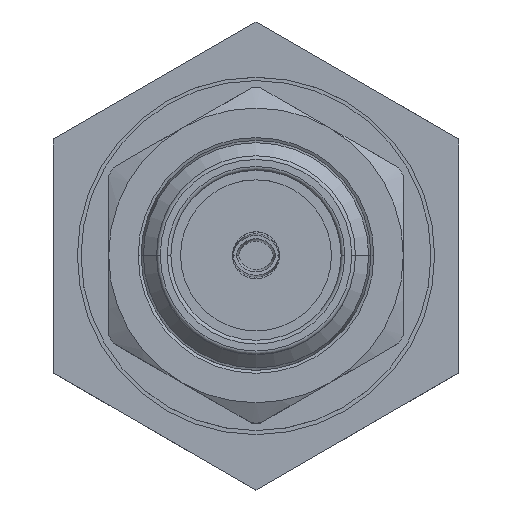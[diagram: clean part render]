
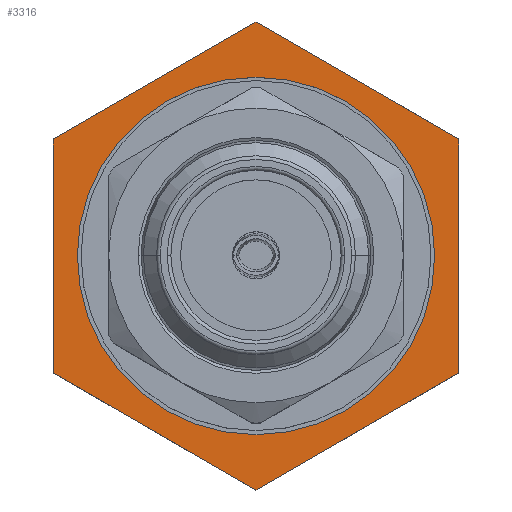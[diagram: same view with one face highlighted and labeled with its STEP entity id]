
A CAD part, top view. The second image highlights one B-rep face of the part: STEP entity #3316.
In plain terms, the highlighted planar face has unit normal (0, 0, 1).
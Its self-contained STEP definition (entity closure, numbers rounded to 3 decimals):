
#108 = CIRCLE ( 'NONE', #5193, 4.85 ) ;
#529 = VECTOR ( 'NONE', #6296, 1000. ) ;
#651 = CARTESIAN_POINT ( 'NONE',  ( 5.5, -3.175, -11. ) ) ;
#693 = ORIENTED_EDGE ( 'NONE', *, *, #4864, .F. ) ;
#775 = CIRCLE ( 'NONE', #1870, 4.85 ) ;
#792 = VERTEX_POINT ( 'NONE', #651 ) ;
#864 = CARTESIAN_POINT ( 'NONE',  ( 4.85, -3.551, -11. ) ) ;
#1094 = VECTOR ( 'NONE', #2821, 1000. ) ;
#1153 = VECTOR ( 'NONE', #8365, 1000. ) ;
#1329 = CARTESIAN_POINT ( 'NONE',  ( 0., 0., -11. ) ) ;
#1870 = AXIS2_PLACEMENT_3D ( 'NONE', #3272, #7887, #3936 ) ;
#1925 = CARTESIAN_POINT ( 'NONE',  ( -5.5, -3.175, -11. ) ) ;
#1997 = DIRECTION ( 'NONE',  ( 1., 0., 0. ) ) ;
#2038 = EDGE_LOOP ( 'NONE', ( #6529, #3297, #6267, #2936, #6739, #5571 ) ) ;
#2044 = EDGE_CURVE ( 'NONE', #792, #3037, #2444, .T. ) ;
#2211 = CARTESIAN_POINT ( 'NONE',  ( -0.65, 5.976, -11. ) ) ;
#2322 = CARTESIAN_POINT ( 'NONE',  ( -4.85, -3.551, -11. ) ) ;
#2376 = VECTOR ( 'NONE', #2747, 1000. ) ;
#2444 = LINE ( 'NONE', #864, #7295 ) ;
#2747 = DIRECTION ( 'NONE',  ( 0., -1., 0. ) ) ;
#2821 = DIRECTION ( 'NONE',  ( 0.866, -0.5, 0. ) ) ;
#2837 = PLANE ( 'NONE',  #8124 ) ;
#2855 = DIRECTION ( 'NONE',  ( -0.866, -0.5, 0. ) ) ;
#2857 = LINE ( 'NONE', #7446, #1094 ) ;
#2918 = LINE ( 'NONE', #7399, #1153 ) ;
#2933 = EDGE_CURVE ( 'NONE', #4405, #5744, #2918, .T. ) ;
#2936 = ORIENTED_EDGE ( 'NONE', *, *, #8138, .F. ) ;
#3037 = VERTEX_POINT ( 'NONE', #3894 ) ;
#3109 = EDGE_CURVE ( 'NONE', #6795, #7418, #108, .T. ) ;
#3201 = EDGE_CURVE ( 'NONE', #7207, #792, #6121, .T. ) ;
#3272 = CARTESIAN_POINT ( 'NONE',  ( 0., 0., -11. ) ) ;
#3297 = ORIENTED_EDGE ( 'NONE', *, *, #8070, .F. ) ;
#3316 = ADVANCED_FACE ( 'NONE', ( #8378, #6614 ), #2837, .F. ) ;
#3540 = DIRECTION ( 'NONE',  ( 0., 0., -1. ) ) ;
#3894 = CARTESIAN_POINT ( 'NONE',  ( 0., -6.351, -11. ) ) ;
#3936 = DIRECTION ( 'NONE',  ( 1., 0., 0. ) ) ;
#4349 = CARTESIAN_POINT ( 'NONE',  ( 5.5, 3.175, -11. ) ) ;
#4405 = VERTEX_POINT ( 'NONE', #1925 ) ;
#4836 = CARTESIAN_POINT ( 'NONE',  ( 0., 6.351, -11. ) ) ;
#4864 = EDGE_CURVE ( 'NONE', #7418, #6795, #775, .T. ) ;
#4939 = EDGE_LOOP ( 'NONE', ( #693, #5438 ) ) ;
#5193 = AXIS2_PLACEMENT_3D ( 'NONE', #1329, #5976, #1997 ) ;
#5438 = ORIENTED_EDGE ( 'NONE', *, *, #3109, .F. ) ;
#5571 = ORIENTED_EDGE ( 'NONE', *, *, #3201, .F. ) ;
#5588 = EDGE_CURVE ( 'NONE', #6453, #7207, #2857, .T. ) ;
#5700 = CARTESIAN_POINT ( 'NONE',  ( -5.5, 3.175, -11. ) ) ;
#5744 = VERTEX_POINT ( 'NONE', #5700 ) ;
#5976 = DIRECTION ( 'NONE',  ( 0., 0., 1. ) ) ;
#6121 = LINE ( 'NONE', #8016, #2376 ) ;
#6137 = LINE ( 'NONE', #2211, #7876 ) ;
#6267 = ORIENTED_EDGE ( 'NONE', *, *, #2933, .F. ) ;
#6296 = DIRECTION ( 'NONE',  ( -0.866, 0.5, 0. ) ) ;
#6453 = VERTEX_POINT ( 'NONE', #4836 ) ;
#6529 = ORIENTED_EDGE ( 'NONE', *, *, #5588, .F. ) ;
#6614 = FACE_OUTER_BOUND ( 'NONE', #2038, .T. ) ;
#6666 = CARTESIAN_POINT ( 'NONE',  ( 4.85, 0., -11. ) ) ;
#6739 = ORIENTED_EDGE ( 'NONE', *, *, #2044, .F. ) ;
#6795 = VERTEX_POINT ( 'NONE', #7817 ) ;
#7207 = VERTEX_POINT ( 'NONE', #4349 ) ;
#7295 = VECTOR ( 'NONE', #2855, 1000. ) ;
#7348 = LINE ( 'NONE', #2322, #529 ) ;
#7399 = CARTESIAN_POINT ( 'NONE',  ( -5.5, 4.85, -11. ) ) ;
#7418 = VERTEX_POINT ( 'NONE', #6666 ) ;
#7446 = CARTESIAN_POINT ( 'NONE',  ( 0.65, 5.976, -11. ) ) ;
#7484 = CARTESIAN_POINT ( 'NONE',  ( 0., 4.85, -11. ) ) ;
#7506 = DIRECTION ( 'NONE',  ( 0.866, 0.5, 0. ) ) ;
#7817 = CARTESIAN_POINT ( 'NONE',  ( -4.85, 0., -11. ) ) ;
#7876 = VECTOR ( 'NONE', #7506, 1000. ) ;
#7887 = DIRECTION ( 'NONE',  ( 0., 0., 1. ) ) ;
#8016 = CARTESIAN_POINT ( 'NONE',  ( 5.5, 4.85, -11. ) ) ;
#8070 = EDGE_CURVE ( 'NONE', #5744, #6453, #6137, .T. ) ;
#8124 = AXIS2_PLACEMENT_3D ( 'NONE', #7484, #3540, #8162 ) ;
#8138 = EDGE_CURVE ( 'NONE', #3037, #4405, #7348, .T. ) ;
#8162 = DIRECTION ( 'NONE',  ( -1., 0., 0. ) ) ;
#8365 = DIRECTION ( 'NONE',  ( 0., 1., 0. ) ) ;
#8378 = FACE_BOUND ( 'NONE', #4939, .T. ) ;
